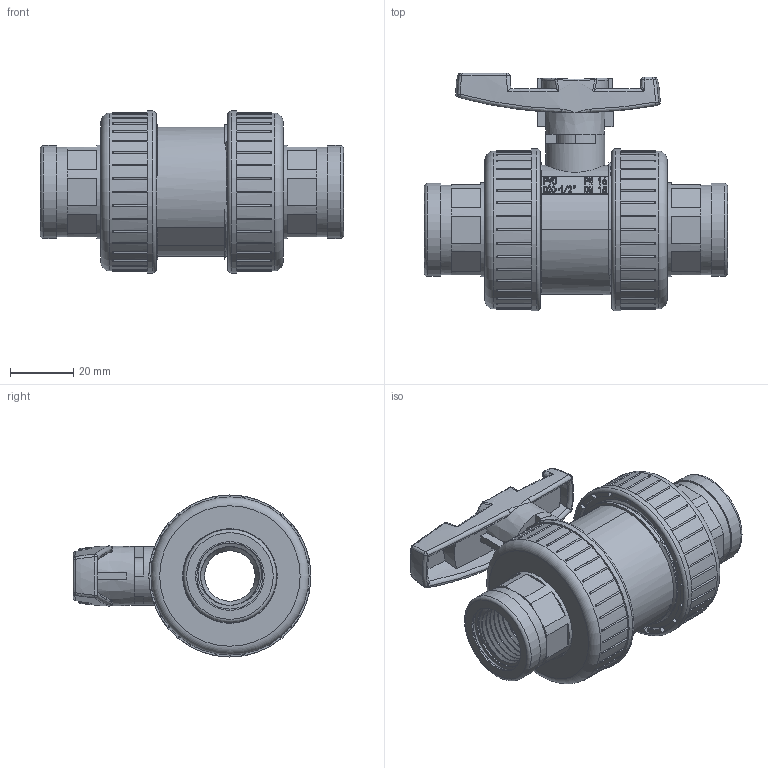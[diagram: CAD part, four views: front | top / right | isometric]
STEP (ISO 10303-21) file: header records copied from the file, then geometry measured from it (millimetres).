
FILE_DESCRIPTION(/* description */ (''),/* implementation_level */ '2;1');
FILE_NAME(/* name */ 'AKX972.000.020.step',/* time_stamp */ '2025-12-30T13:53:52+01:00',/* author */ (''),/* organization */ (''),/* preprocessor_version */ 'ST-DEVELOPER v20.1',/* originating_system */ 'Autodesk Translation Framework v14.21.0.0',/* authorisation */ '');
FILE_SCHEMA (('AUTOMOTIVE_DESIGN { 1 0 10303 214 3 1 1 }'));
Products named in the file (1): 2025-12-30-12-41-52-991
Bounding box: 96.11 x 75.44 x 51.39 mm (x, y, z)
Volume: 97382.1 mm3; surface area: 67766.1 mm2
Topology: 18 solids, 18 shells, 1213 faces, 3325 edges, 2163 vertices
Faces by surface type: plane 569, cylinder 303, bspline 188, sphere 85, torus 59, cone 9
Full cylindrical faces by diameter (mm): 1.147 x1, 1.53 x1, 9.293 x4, 11.48 x3, 12.027 x1, 12.573 x2, 13.667 x1, 16 x2, 18.6 x2, 18.631 x16, 18.661 x1, 20.773 x1, 20.955 x18, 21.32 x2, 21.8 x2, 21.867 x2, 24 x2, 24.709 x3, 25.147 x1, 25.693 x3, 27.661 x3, 27.88 x1, 28.5 x4, 29.5 x2, 29.8 x2, 30 x2, 30.34 x1, 30.69 x3, 32.472 x3, 33.62 x1
Entity records: 65675 total; most frequent: CARTESIAN_POINT 35802, ORIENTED_EDGE 6550, DIRECTION 5828, EDGE_CURVE 3275, AXIS2_PLACEMENT_3D 2169, VERTEX_POINT 2163, LINE 1490, VECTOR 1490
